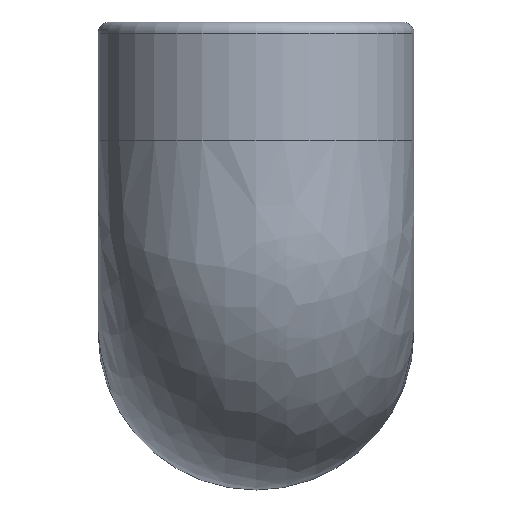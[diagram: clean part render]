
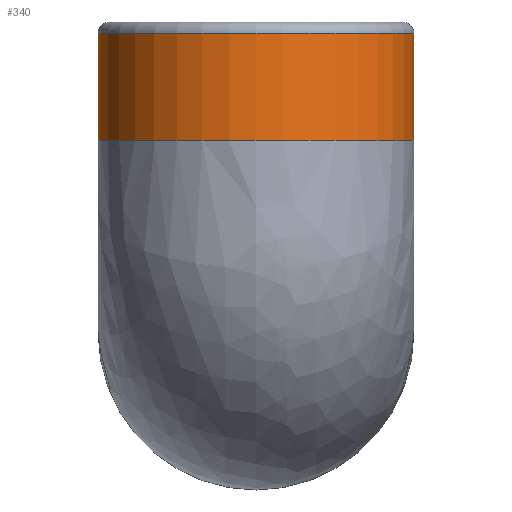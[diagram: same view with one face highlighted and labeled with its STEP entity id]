
A CAD part, top view. The second image highlights one B-rep face of the part: STEP entity #340.
In plain terms, the highlighted cylindrical face has radius 14.3 mm (diameter 28.6 mm), a full revolution.
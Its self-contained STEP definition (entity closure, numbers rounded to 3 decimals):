
#39=CYLINDRICAL_SURFACE($,#365,14.3);
#52=FACE_BOUND($,#84,.T.);
#66=FACE_OUTER_BOUND($,#83,.T.);
#83=EDGE_LOOP($,(#227,#228,#229));
#84=EDGE_LOOP($,(#230));
#112=CIRCLE($,#364,14.3);
#113=CIRCLE($,#366,14.3);
#114=CIRCLE($,#367,14.3);
#115=CIRCLE($,#368,14.3);
#142=VERTEX_POINT($,#512);
#143=VERTEX_POINT($,#515);
#144=VERTEX_POINT($,#516);
#145=VERTEX_POINT($,#518);
#178=EDGE_CURVE($,#142,#142,#112,.T.);
#179=EDGE_CURVE($,#143,#144,#113,.T.);
#180=EDGE_CURVE($,#144,#145,#114,.T.);
#181=EDGE_CURVE($,#145,#143,#115,.T.);
#227=ORIENTED_EDGE($,*,*,#179,.T.);
#228=ORIENTED_EDGE($,*,*,#180,.T.);
#229=ORIENTED_EDGE($,*,*,#181,.T.);
#230=ORIENTED_EDGE($,*,*,#178,.F.);
#340=ADVANCED_FACE($,(#66,#52),#39,.T.);
#364=AXIS2_PLACEMENT_3D($,#513,#416,#417);
#365=AXIS2_PLACEMENT_3D($,#514,#418,#419);
#366=AXIS2_PLACEMENT_3D($,#517,#420,#421);
#367=AXIS2_PLACEMENT_3D($,#519,#422,#423);
#368=AXIS2_PLACEMENT_3D($,#520,#424,#425);
#416=DIRECTION('center_axis',(0.,1.,0.));
#417=DIRECTION('ref_axis',(-1.,0.,0.));
#418=DIRECTION('center_axis',(0.,1.,0.));
#419=DIRECTION('ref_axis',(-1.,0.,0.));
#420=DIRECTION('center_axis',(0.,1.,0.));
#421=DIRECTION('ref_axis',(-1.,0.,0.));
#422=DIRECTION('center_axis',(0.,1.,0.));
#423=DIRECTION('ref_axis',(-1.,0.,0.));
#424=DIRECTION('center_axis',(0.,1.,0.));
#425=DIRECTION('ref_axis',(-1.,0.,0.));
#512=CARTESIAN_POINT('',(14.3,27.,28.));
#513=CARTESIAN_POINT('Origin',(0.,27.,28.));
#514=CARTESIAN_POINT('Origin',(0.,28.,28.));
#515=CARTESIAN_POINT('',(14.3,17.3,28.));
#516=CARTESIAN_POINT('',(-14.3,17.3,28.));
#517=CARTESIAN_POINT('Origin',(0.,17.3,28.));
#518=CARTESIAN_POINT('',(0.,17.3,42.3));
#519=CARTESIAN_POINT('Origin',(0.,17.3,28.));
#520=CARTESIAN_POINT('Origin',(0.,17.3,28.));
